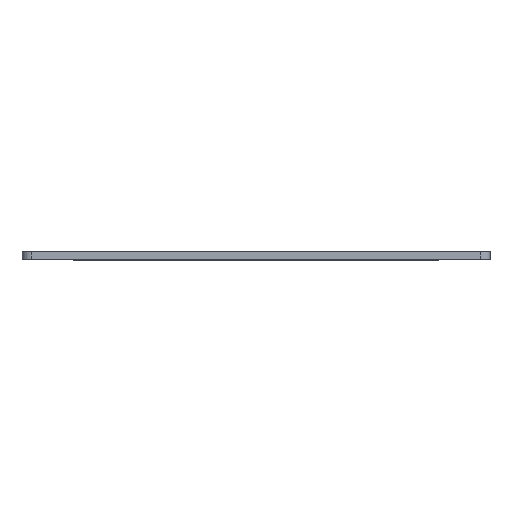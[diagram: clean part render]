
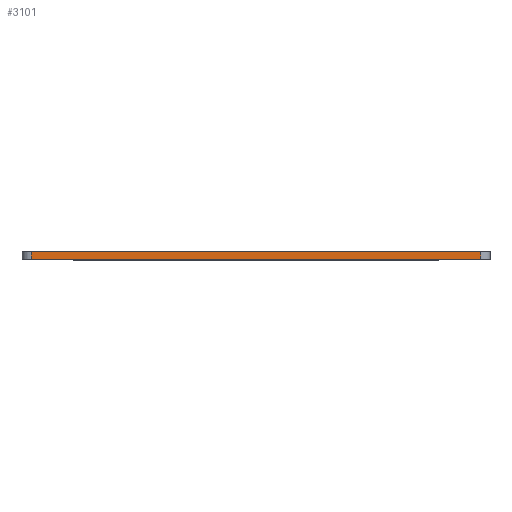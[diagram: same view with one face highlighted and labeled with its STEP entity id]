
A CAD part, top view. The second image highlights one B-rep face of the part: STEP entity #3101.
In plain terms, the highlighted planar face has unit normal (0, 0, 1).
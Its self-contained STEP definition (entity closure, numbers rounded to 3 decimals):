
#27 = LINE ( 'NONE', #2295, #1987 ) ;
#41 = EDGE_CURVE ( 'NONE', #2354, #392, #27, .T. ) ;
#216 = VECTOR ( 'NONE', #946, 1000. ) ;
#247 = CARTESIAN_POINT ( 'NONE',  ( -123.5, 4., 287.5 ) ) ;
#276 = VERTEX_POINT ( 'NONE', #1493 ) ;
#392 = VERTEX_POINT ( 'NONE', #2399 ) ;
#434 = EDGE_CURVE ( 'NONE', #1171, #276, #2857, .T. ) ;
#438 = CARTESIAN_POINT ( 'NONE',  ( 0., 0., 287.5 ) ) ;
#501 = AXIS2_PLACEMENT_3D ( 'NONE', #2381, #2624, #1094 ) ;
#518 = LINE ( 'NONE', #438, #216 ) ;
#531 = CARTESIAN_POINT ( 'NONE',  ( 0., 4., 287.5 ) ) ;
#587 = DIRECTION ( 'NONE',  ( 1., 0., 0. ) ) ;
#678 = EDGE_CURVE ( 'NONE', #1171, #2354, #1620, .T. ) ;
#894 = FACE_OUTER_BOUND ( 'NONE', #901, .T. ) ;
#901 = EDGE_LOOP ( 'NONE', ( #2990, #2572, #903, #1112 ) ) ;
#903 = ORIENTED_EDGE ( 'NONE', *, *, #1828, .T. ) ;
#946 = DIRECTION ( 'NONE',  ( 1., 0., 0. ) ) ;
#1094 = DIRECTION ( 'NONE',  ( -1., 0., 0. ) ) ;
#1112 = ORIENTED_EDGE ( 'NONE', *, *, #41, .F. ) ;
#1171 = VERTEX_POINT ( 'NONE', #247 ) ;
#1273 = CARTESIAN_POINT ( 'NONE',  ( 123.5, 4., 287.5 ) ) ;
#1468 = VECTOR ( 'NONE', #587, 1000. ) ;
#1493 = CARTESIAN_POINT ( 'NONE',  ( -123.5, 0., 287.5 ) ) ;
#1620 = LINE ( 'NONE', #531, #1468 ) ;
#1828 = EDGE_CURVE ( 'NONE', #276, #392, #518, .T. ) ;
#1987 = VECTOR ( 'NONE', #2306, 1000. ) ;
#2131 = PLANE ( 'NONE',  #501 ) ;
#2295 = CARTESIAN_POINT ( 'NONE',  ( 123.5, 4., 287.5 ) ) ;
#2306 = DIRECTION ( 'NONE',  ( 0., -1., 0. ) ) ;
#2354 = VERTEX_POINT ( 'NONE', #1273 ) ;
#2381 = CARTESIAN_POINT ( 'NONE',  ( 0., 4., 287.5 ) ) ;
#2399 = CARTESIAN_POINT ( 'NONE',  ( 123.5, 0., 287.5 ) ) ;
#2572 = ORIENTED_EDGE ( 'NONE', *, *, #434, .T. ) ;
#2624 = DIRECTION ( 'NONE',  ( 0., 0., -1. ) ) ;
#2746 = CARTESIAN_POINT ( 'NONE',  ( -123.5, 4., 287.5 ) ) ;
#2757 = DIRECTION ( 'NONE',  ( 0., -1., 0. ) ) ;
#2813 = VECTOR ( 'NONE', #2757, 1000. ) ;
#2857 = LINE ( 'NONE', #2746, #2813 ) ;
#2990 = ORIENTED_EDGE ( 'NONE', *, *, #678, .F. ) ;
#3101 = ADVANCED_FACE ( 'NONE', ( #894 ), #2131, .F. ) ;
